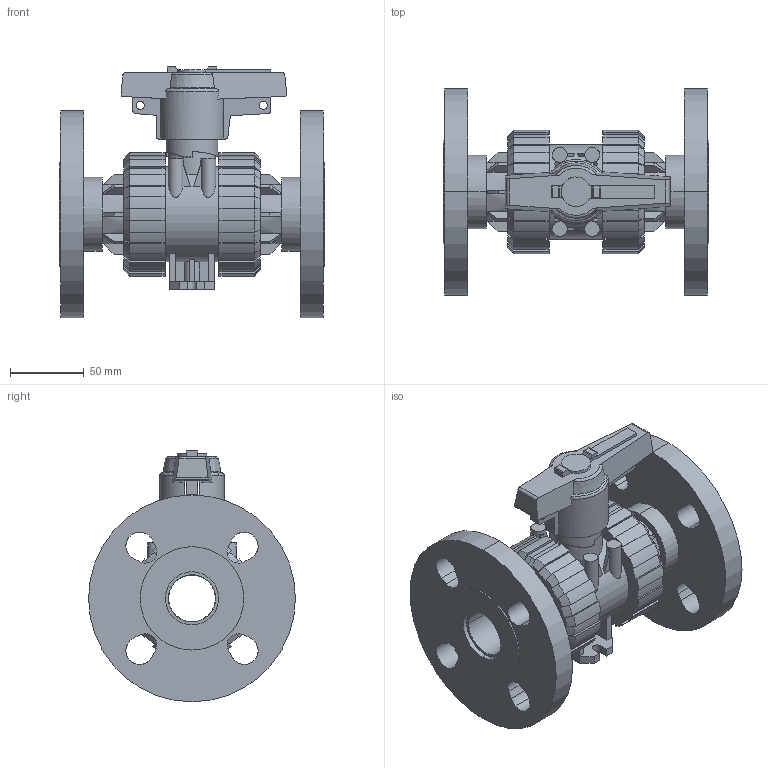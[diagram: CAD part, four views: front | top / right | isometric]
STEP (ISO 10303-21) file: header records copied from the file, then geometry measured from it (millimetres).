
FILE_DESCRIPTION(('STEP AP214'),'1');
FILE_NAME('cctmp_E3692792-07CE-4315-A3A6-01E243AA2137_2022_05_05_11_20_25_0005..stp','2022-05-05T09:20:25',('Praher Valves GmbH'),('CADClick - www.CADClick.com'),'Spatial InterOp 3D',' ','unknown authorization');
FILE_SCHEMA(('AUTOMOTIVE_DESIGN'));
Length unit declared in the file: millimetre
Products named in the file (9): cc_unnamed; 129925A_7; 129925A_6; 129925A_5; 129925A_4; 129925A_3; 129925A_2; 129925A_1; 129925A
Assembly tree (8 placements, depth 2):
  cc_unnamed
    129925A_7
    129925A_6
    129925A_5
    129925A_4
    129925A_3
    129925A_2
    129925A_1
    129925A
Bounding box: 180 x 140 x 170.27 mm (x, y, z)
Volume: 931784.2 mm3; surface area: 222014.9 mm2
Topology: 8 solids, 8 shells, 580 faces, 1648 edges, 1098 vertices
Faces by surface type: plane 278, cylinder 166, cone 80, bspline 48, torus 8
Entity records: 25411 total; most frequent: CARTESIAN_POINT 5786, ORIENTED_EDGE 3296, DIRECTION 2898, EDGE_CURVE 1648, VERTEX_POINT 1098, AXIS2_PLACEMENT_3D 1027, LINE 844, VECTOR 844
